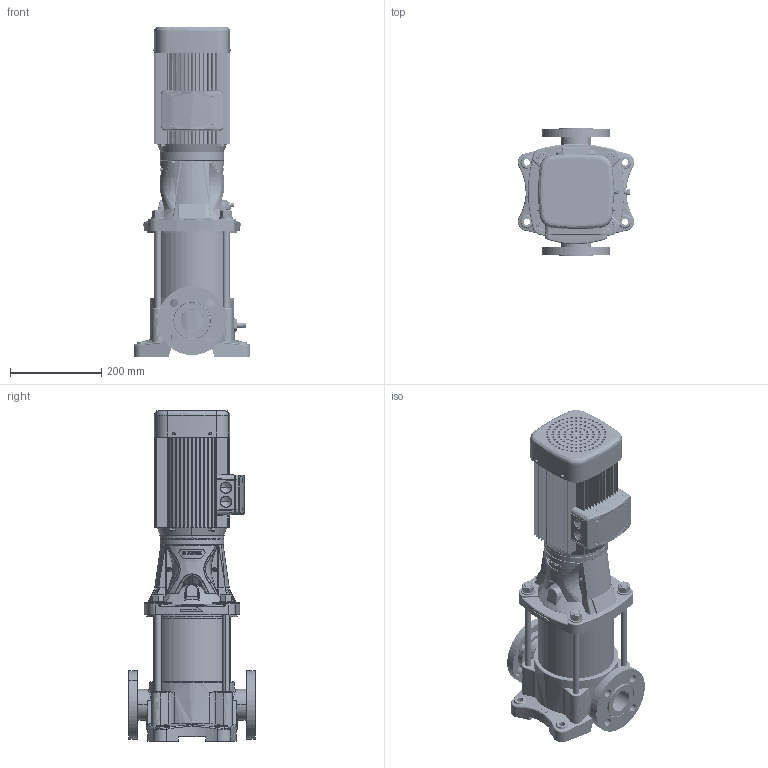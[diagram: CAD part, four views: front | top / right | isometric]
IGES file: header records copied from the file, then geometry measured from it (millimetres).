
Global section: file name: 015P2199 (RMV 10-5F); native system: AutoCAD 2021 — Русский (Russian),62HAutod; preprocessor: esk Translation Framework DWG producer (atf_dwg_producer); organization: unknown; date: 20230903.212425; units: millimetre
Bounding box: 255 x 280 x 723.5 mm (x, y, z)
Volume: 10894741.8 mm3; surface area: 1438694.3 mm2
Topology: 59 solids, 60 shells, 3576 faces, 13916 edges, 10947 vertices
Faces by surface type: bspline 3436, revolution 140
